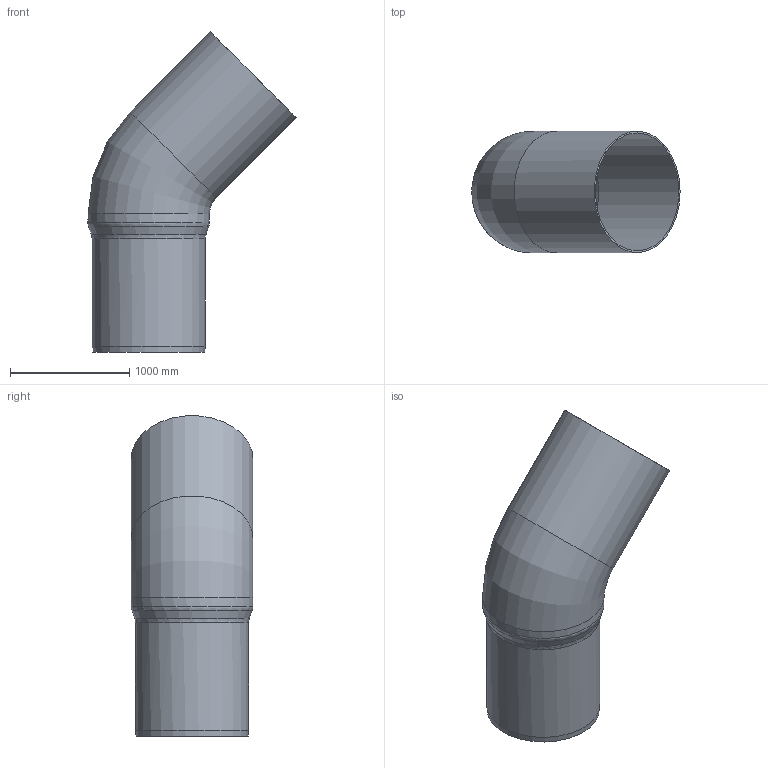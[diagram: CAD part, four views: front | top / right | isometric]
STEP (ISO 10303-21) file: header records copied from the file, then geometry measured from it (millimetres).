
FILE_DESCRIPTION(/* description */ (''),/* implementation_level */ '2;1');
FILE_NAME(/* name */ '03208.100X_3D.stp',/* time_stamp */ '2024-12-11T13:29:53+01:00',/* author */ ('CAD'),/* organization */ (''),/* preprocessor_version */ 'ST-DEVELOPER v20',/* originating_system */ 'AutoCAD Mechanical',/* authorisation */ '');
FILE_SCHEMA (('AUTOMOTIVE_DESIGN { 1 0 10303 214 3 1 1 }'));
Length unit declared in the file: centimetre
Products named in the file (4): Product; *S4; *S3; *S5
Assembly tree (3 placements, depth 3):
  Product
    *S4
      *S3
    *S5
Bounding box: 1746.68 x 1019.25 x 2685.32 mm (x, y, z)
Volume: 122807159.5 mm3; surface area: 16560058.8 mm2
Topology: 2 solids, 2 shells, 20 faces, 86 edges, 110 vertices
Faces by surface type: cylinder 6, torus 6, cone 5, plane 3
Full cylindrical faces by diameter (mm): 920 x1, 950 x1, 990 x2, 1020 x2
Entity records: 1025 total; most frequent: CARTESIAN_POINT 223, DIRECTION 193, ORIENTED_EDGE 90, AXIS2_PLACEMENT_3D 80, CIRCLE 53, EDGE_CURVE 45, STYLED_ITEM 43, TRIMMED_CURVE 41
